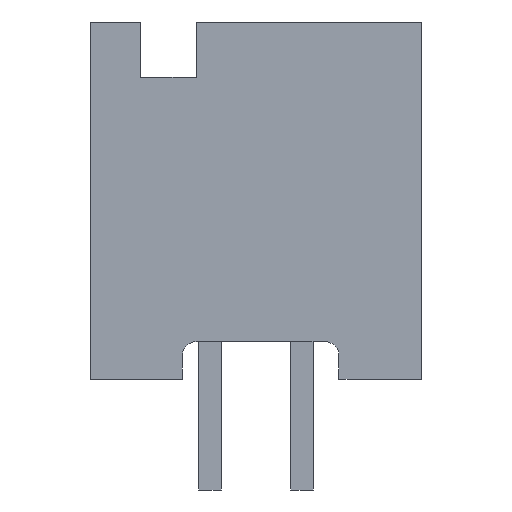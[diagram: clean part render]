
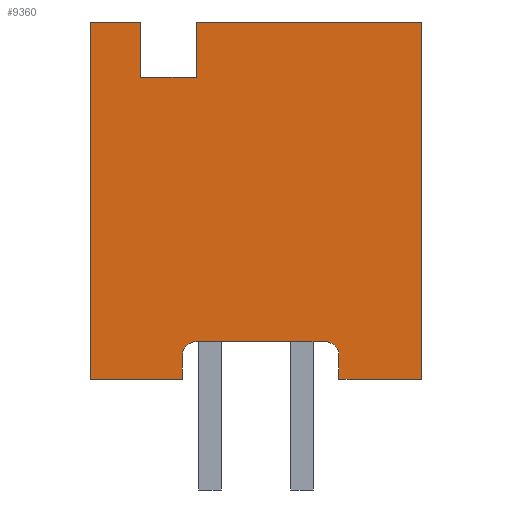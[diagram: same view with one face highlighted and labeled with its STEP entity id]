
A CAD part, left-side view. The second image highlights one B-rep face of the part: STEP entity #9360.
In plain terms, the highlighted planar face has unit normal (-1, 0, 0).
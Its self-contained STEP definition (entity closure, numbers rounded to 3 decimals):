
#88=DIRECTION('',(0.,-1.,0.));
#89=VECTOR('',#88,6.223);
#90=CARTESIAN_POINT('',(-41.91,1.651,0.));
#91=LINE('',#90,#89);
#144=DIRECTION('',(0.,-1.,0.));
#145=VECTOR('',#144,1.397);
#146=CARTESIAN_POINT('',(-41.91,4.572,0.));
#147=LINE('',#146,#145);
#228=DIRECTION('',(0.,0.,-1.));
#229=VECTOR('',#228,0.66);
#230=CARTESIAN_POINT('',(-41.91,2.032,-9.195));
#231=LINE('',#230,#229);
#232=DIRECTION('',(0.,0.,1.));
#233=VECTOR('',#232,9.855);
#234=CARTESIAN_POINT('',(-41.91,4.572,-9.855));
#235=LINE('',#234,#233);
#236=DIRECTION('',(0.,0.,-1.));
#237=VECTOR('',#236,1.524);
#238=CARTESIAN_POINT('',(-41.91,3.175,0.));
#239=LINE('',#238,#237);
#240=DIRECTION('',(0.,1.,0.));
#241=VECTOR('',#240,1.524);
#242=CARTESIAN_POINT('',(-41.91,1.651,-1.524));
#243=LINE('',#242,#241);
#244=DIRECTION('',(0.,0.,-1.));
#245=VECTOR('',#244,1.524);
#246=CARTESIAN_POINT('',(-41.91,1.651,0.));
#247=LINE('',#246,#245);
#1224=DIRECTION('',(0.,-1.,0.));
#1225=VECTOR('',#1224,3.556);
#1226=CARTESIAN_POINT('',(-41.91,1.651,-8.814));
#1227=LINE('',#1226,#1225);
#6230=DIRECTION('',(0.,1.,0.));
#6231=VECTOR('',#6230,2.54);
#6232=CARTESIAN_POINT('',(-41.91,2.032,-9.855));
#6233=LINE('',#6232,#6231);
#6242=DIRECTION('',(0.,1.,0.));
#6243=VECTOR('',#6242,2.286);
#6244=CARTESIAN_POINT('',(-41.91,-4.572,-9.855));
#6245=LINE('',#6244,#6243);
#6667=CARTESIAN_POINT('',(-41.91,-1.905,-9.195));
#6668=DIRECTION('',(1.,0.,0.));
#6669=DIRECTION('',(0.,0.,1.));
#6670=AXIS2_PLACEMENT_3D('',#6667,#6668,#6669);
#6681=DIRECTION('',(0.,0.,-1.));
#6682=VECTOR('',#6681,0.66);
#6683=CARTESIAN_POINT('',(-41.91,-2.286,-9.195));
#6684=LINE('',#6683,#6682);
#6689=DIRECTION('',(0.,0.,1.));
#6690=VECTOR('',#6689,9.855);
#6691=CARTESIAN_POINT('',(-41.91,-4.572,-9.855));
#6692=LINE('',#6691,#6690);
#6881=CARTESIAN_POINT('',(-41.91,1.651,-9.195));
#6882=DIRECTION('',(1.,0.,0.));
#6883=DIRECTION('',(0.,1.,0.));
#6884=AXIS2_PLACEMENT_3D('',#6881,#6882,#6883);
#6898=CARTESIAN_POINT('',(-41.91,-4.572,0.));
#6900=VERTEX_POINT('',#6898);
#6918=CARTESIAN_POINT('',(-41.91,4.572,-9.855));
#6920=VERTEX_POINT('',#6918);
#6924=CARTESIAN_POINT('',(-41.91,2.032,-9.855));
#6925=VERTEX_POINT('',#6924);
#6926=CARTESIAN_POINT('',(-41.91,-4.572,-9.855));
#6927=CARTESIAN_POINT('',(-41.91,-2.286,-9.855));
#6928=VERTEX_POINT('',#6926);
#6929=VERTEX_POINT('',#6927);
#6954=CARTESIAN_POINT('',(-41.91,4.572,0.));
#6955=VERTEX_POINT('',#6954);
#7002=CARTESIAN_POINT('',(-41.91,1.651,0.));
#7003=CARTESIAN_POINT('',(-41.91,1.651,-1.524));
#7004=VERTEX_POINT('',#7002);
#7005=VERTEX_POINT('',#7003);
#7006=CARTESIAN_POINT('',(-41.91,3.175,-1.524));
#7007=VERTEX_POINT('',#7006);
#7008=CARTESIAN_POINT('',(-41.91,3.175,0.));
#7009=VERTEX_POINT('',#7008);
#9018=CARTESIAN_POINT('',(-41.91,-1.905,-8.814));
#9020=VERTEX_POINT('',#9018);
#9022=CARTESIAN_POINT('',(-41.91,-2.286,-9.195));
#9024=VERTEX_POINT('',#9022);
#9027=CARTESIAN_POINT('',(-41.91,1.651,-8.814));
#9029=VERTEX_POINT('',#9027);
#9031=CARTESIAN_POINT('',(-41.91,2.032,-9.195));
#9033=VERTEX_POINT('',#9031);
#9328=CARTESIAN_POINT('',(-41.91,4.572,0.));
#9329=DIRECTION('',(-1.,0.,0.));
#9330=DIRECTION('',(0.,-1.,0.));
#9331=AXIS2_PLACEMENT_3D('',#9328,#9329,#9330);
#9332=PLANE('',#9331);
#9334=ORIENTED_EDGE('',*,*,#9333,.F.);
#9336=ORIENTED_EDGE('',*,*,#9335,.F.);
#9338=ORIENTED_EDGE('',*,*,#9337,.T.);
#9340=ORIENTED_EDGE('',*,*,#9339,.T.);
#9342=ORIENTED_EDGE('',*,*,#9341,.T.);
#9343=ORIENTED_EDGE('',*,*,#9207,.T.);
#9345=ORIENTED_EDGE('',*,*,#9344,.T.);
#9347=ORIENTED_EDGE('',*,*,#9346,.F.);
#9348=ORIENTED_EDGE('',*,*,#9302,.F.);
#9349=ORIENTED_EDGE('',*,*,#9161,.T.);
#9351=ORIENTED_EDGE('',*,*,#9350,.F.);
#9353=ORIENTED_EDGE('',*,*,#9352,.T.);
#9355=ORIENTED_EDGE('',*,*,#9354,.F.);
#9357=ORIENTED_EDGE('',*,*,#9356,.F.);
#9358=EDGE_LOOP('',(#9334,#9336,#9338,#9340,#9342,#9343,#9345,#9347,#9348,#9349,
#9351,#9353,#9355,#9357));
#9359=FACE_OUTER_BOUND('',#9358,.F.);
#9360=ADVANCED_FACE('',(#9359),#9332,.T.);
#6671=CIRCLE('',#6670,0.381);
#6885=CIRCLE('',#6884,0.381);
#9161=EDGE_CURVE('',#7004,#6900,#91,.T.);
#9207=EDGE_CURVE('',#6955,#7009,#147,.T.);
#9302=EDGE_CURVE('',#7004,#7005,#247,.T.);
#9333=EDGE_CURVE('',#9029,#9020,#1227,.T.);
#9335=EDGE_CURVE('',#9033,#9029,#6885,.T.);
#9337=EDGE_CURVE('',#9033,#6925,#231,.T.);
#9339=EDGE_CURVE('',#6925,#6920,#6233,.T.);
#9341=EDGE_CURVE('',#6920,#6955,#235,.T.);
#9344=EDGE_CURVE('',#7009,#7007,#239,.T.);
#9346=EDGE_CURVE('',#7005,#7007,#243,.T.);
#9350=EDGE_CURVE('',#6928,#6900,#6692,.T.);
#9352=EDGE_CURVE('',#6928,#6929,#6245,.T.);
#9354=EDGE_CURVE('',#9024,#6929,#6684,.T.);
#9356=EDGE_CURVE('',#9020,#9024,#6671,.T.);
